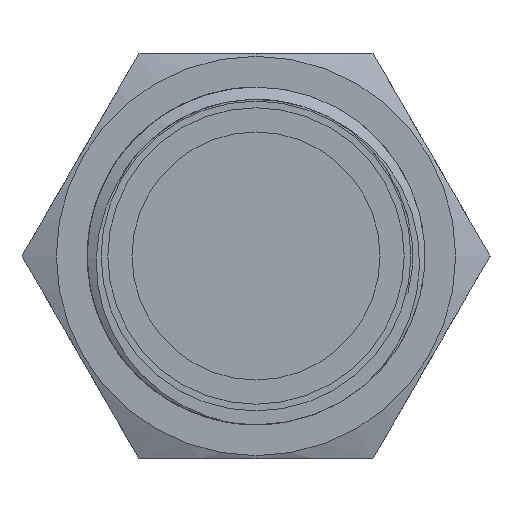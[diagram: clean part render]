
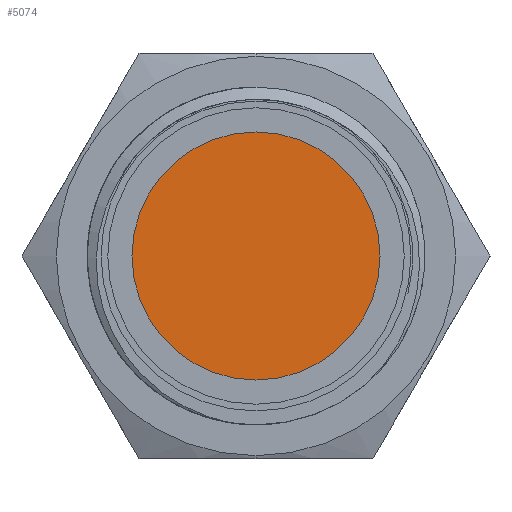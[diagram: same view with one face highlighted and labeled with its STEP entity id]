
A CAD part, left-side view. The second image highlights one B-rep face of the part: STEP entity #5074.
In plain terms, the highlighted planar face has unit normal (-1, 0, 0).
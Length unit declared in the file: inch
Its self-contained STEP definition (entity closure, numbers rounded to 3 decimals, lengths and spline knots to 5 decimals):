
#1230 = CARTESIAN_POINT ( 'NONE',  ( -0.08661, 0., 0. ) ) ;
#1494 = CARTESIAN_POINT ( 'NONE',  ( -0.08661, 0., 0. ) ) ;
#2301 = VERTEX_POINT ( 'NONE', #6220 ) ;
#2483 = DIRECTION ( 'NONE',  ( 0., 0., 1. ) ) ;
#3788 = DIRECTION ( 'NONE',  ( 1., 0., 0. ) ) ;
#4136 = AXIS2_PLACEMENT_3D ( 'NONE', #12223, #6747, #12293 ) ;
#4785 = EDGE_CURVE ( 'NONE', #6725, #2301, #5791, .T. ) ;
#5074 = ADVANCED_FACE ( 'NONE', ( #5858 ), #12738, .F. ) ;
#5791 = CIRCLE ( 'NONE', #4136, 0.43364 ) ;
#5858 = FACE_OUTER_BOUND ( 'NONE', #12028, .T. ) ;
#6220 = CARTESIAN_POINT ( 'NONE',  ( -0.08661, 0., -0.43364 ) ) ;
#6348 = ORIENTED_EDGE ( 'NONE', *, *, #14465, .T. ) ;
#6725 = VERTEX_POINT ( 'NONE', #13738 ) ;
#6747 = DIRECTION ( 'NONE',  ( -1., 0., 0. ) ) ;
#9119 = AXIS2_PLACEMENT_3D ( 'NONE', #1494, #3788, #10319 ) ;
#10319 = DIRECTION ( 'NONE',  ( 0., 0., -1. ) ) ;
#12028 = EDGE_LOOP ( 'NONE', ( #13898, #6348 ) ) ;
#12223 = CARTESIAN_POINT ( 'NONE',  ( -0.08661, 0., 0. ) ) ;
#12293 = DIRECTION ( 'NONE',  ( 0., 0., 1. ) ) ;
#12738 = PLANE ( 'NONE',  #9119 ) ;
#13650 = AXIS2_PLACEMENT_3D ( 'NONE', #1230, #13876, #2483 ) ;
#13738 = CARTESIAN_POINT ( 'NONE',  ( -0.08661, 0., 0.43364 ) ) ;
#13876 = DIRECTION ( 'NONE',  ( -1., 0., 0. ) ) ;
#13898 = ORIENTED_EDGE ( 'NONE', *, *, #4785, .T. ) ;
#14465 = EDGE_CURVE ( 'NONE', #2301, #6725, #14584, .T. ) ;
#14584 = CIRCLE ( 'NONE', #13650, 0.43364 ) ;
